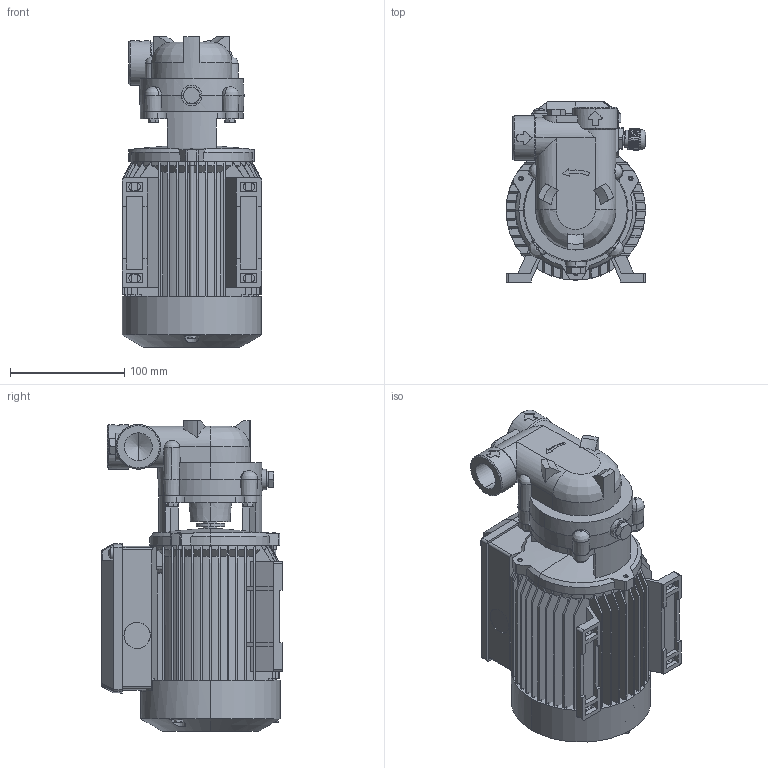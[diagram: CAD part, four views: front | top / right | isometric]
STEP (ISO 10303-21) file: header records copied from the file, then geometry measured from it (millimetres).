
FILE_DESCRIPTION (( 'STEP AP214' ), '1' );
FILE_NAME ('4_93_453_02_REV00.step', '2022-05-30T12:54:24', ( '' ), ( '' ), 'SwSTEP 2.0', 'SolidWorks 2020', '' );
FILE_SCHEMA (( 'AUTOMOTIVE_DESIGN' ));
Length unit declared in the file: millimetre
Products named in the file (2): Copia di 60862^4_93_453_02_REV00; 4_93_453_02_REV00
Assembly tree (1 placements, depth 2):
  4_93_453_02_REV00
    Copia di 60862^4_93_453_02_REV00
Bounding box: 122.35 x 158 x 272 mm (x, y, z)
Volume: 2751649.3 mm3; surface area: 405990.8 mm2
Topology: 19 solids, 19 shells, 1451 faces, 3875 edges, 2538 vertices
Faces by surface type: plane 875, cylinder 326, cone 191, bspline 53, sphere 4, torus 2
Entity records: 56071 total; most frequent: CARTESIAN_POINT 20550, ORIENTED_EDGE 7738, DIRECTION 6750, EDGE_CURVE 3869, VERTEX_POINT 2538, LINE 2294, VECTOR 2294, AXIS2_PLACEMENT_3D 2228
